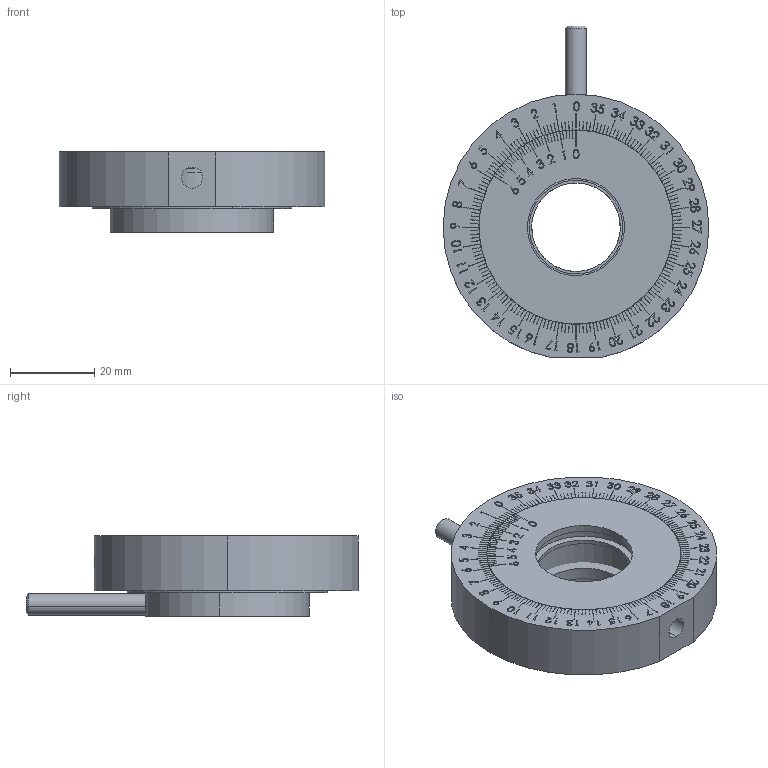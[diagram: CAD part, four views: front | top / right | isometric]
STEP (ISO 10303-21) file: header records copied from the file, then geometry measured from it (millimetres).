
FILE_DESCRIPTION (( 'STEP AP203' ), '1' );
FILE_NAME ('M-PPM-1.STEP', '2021-02-26T05:46:23', ( '' ), ( '' ), 'SwSTEP 2.0', 'SolidWorks 2020', '' );
FILE_SCHEMA (( 'CONFIG_CONTROL_DESIGN' ));
Length unit declared in the file: millimetre
Products named in the file (1): M-PPM-1
Bounding box: 63 x 78.7 x 19 mm (x, y, z)
Surface area: 14143 mm2 (no closed solid volume)
Topology: 0 solids, 6 shells, 370 faces, 2158 edges, 1854 vertices
Faces by surface type: plane 334, cylinder 34, cone 2
Entity records: 28811 total; most frequent: CARTESIAN_POINT 11541, ORIENTED_EDGE 4042, DIRECTION 3196, EDGE_CURVE 2158, VERTEX_POINT 1854, AXIS2_PLACEMENT_3D 1116, LINE 964, VECTOR 964
